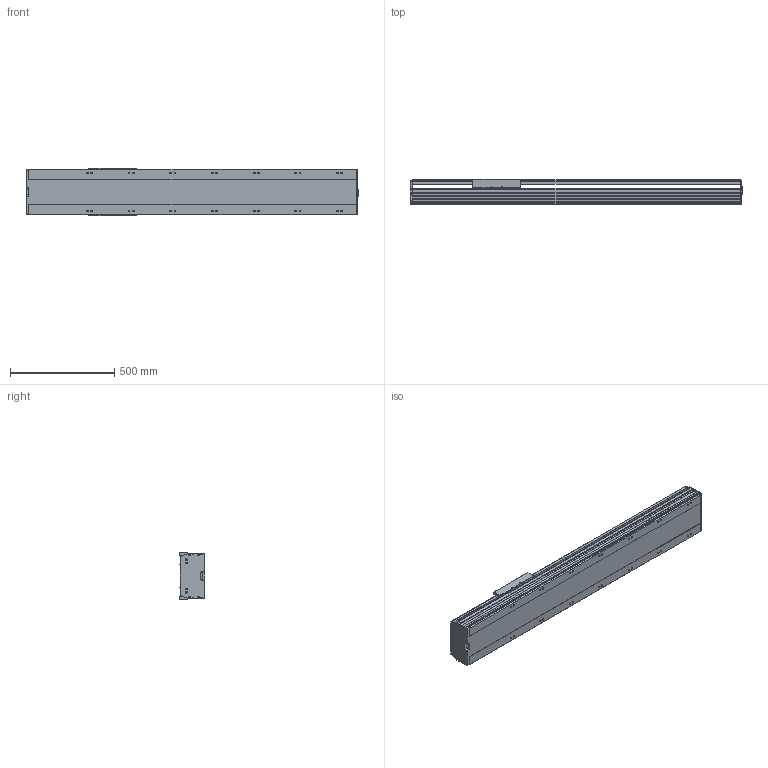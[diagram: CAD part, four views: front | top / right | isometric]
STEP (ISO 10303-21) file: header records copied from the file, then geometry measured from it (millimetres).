
FILE_DESCRIPTION (( 'STEP AP214' ), '1' );
FILE_NAME ('WEX220BC-25XLD-1000XXXX.STEP', '2025-02-28T16:53:00', ( '' ), ( '' ), 'SwSTEP 2.0', 'SolidWorks 2022', '' );
FILE_SCHEMA (( 'AUTOMOTIVE_DESIGN' ));
Length unit declared in the file: millimetre
Products named in the file (6): WEX220-1000-3; FANG STICKER; WEX220-1000-1; WEX220BC-25XLD-1000XXXX; WEX220-1000CARRIAGE; WEX220-1000-2
Assembly tree (4 placements, depth 2):
  WEX220BC-25XLD-1000XXXX
    WEX220-1000-1
    WEX220-1000CARRIAGE
    WEX220-1000-3
    FANG STICKER
  WEX220-1000-2
Bounding box: 1591.8 x 122 x 230 mm (x, y, z)
Volume: 18899658.6 mm3; surface area: 2323241.5 mm2
Topology: 4 solids, 4 shells, 861 faces, 2283 edges, 1448 vertices
Faces by surface type: plane 506, cylinder 251, cone 80, torus 24
Entity records: 26633 total; most frequent: CARTESIAN_POINT 4919, DIRECTION 4489, ORIENTED_EDGE 4422, EDGE_CURVE 2211, LINE 1653, VECTOR 1653, VERTEX_POINT 1448, AXIS2_PLACEMENT_3D 1418
